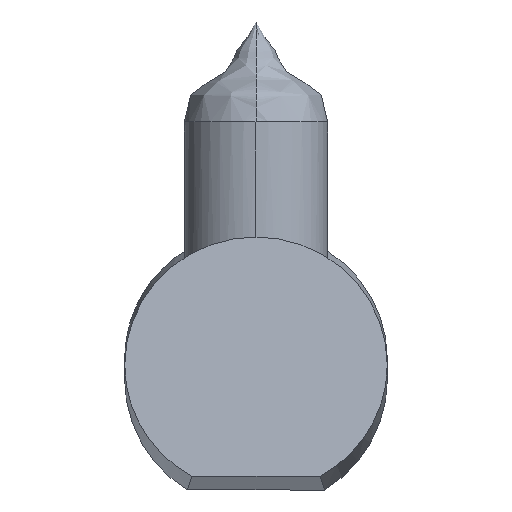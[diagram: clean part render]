
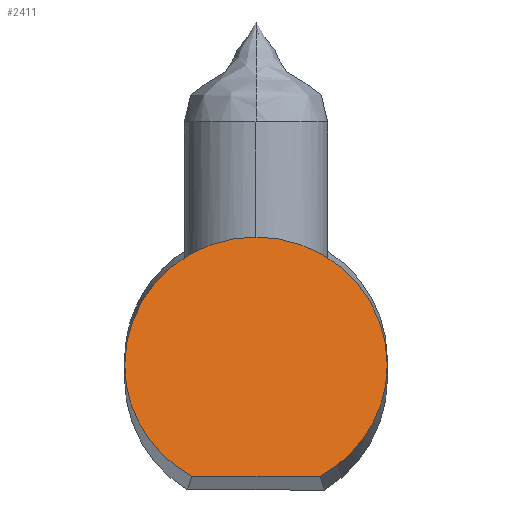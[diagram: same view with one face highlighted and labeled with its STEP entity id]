
A CAD part, top view. The second image highlights one B-rep face of the part: STEP entity #2411.
In plain terms, the highlighted planar face has unit normal (0, 0.225, 0.974).
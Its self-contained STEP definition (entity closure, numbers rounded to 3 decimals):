
#926 = CARTESIAN_POINT ( 'NONE',  ( 2.692, -4.673, 78.039 ) ) ;
#1540 = DIRECTION ( 'NONE',  ( 1., 0., 0. ) ) ;
#1541 = VECTOR ( 'NONE', #1540, 1000. ) ;
#1542 = CARTESIAN_POINT ( 'NONE',  ( 0., -4.673, 78.039 ) ) ;
#1543 = LINE ( 'NONE', #1542, #1541 ) ;
#1563 = CARTESIAN_POINT ( 'NONE',  ( -2.692, -4.673, 78.039 ) ) ;
#1611 = DIRECTION ( 'NONE',  ( -1., 0., 0. ) ) ;
#1612 = DIRECTION ( 'NONE',  ( 0., -0.225, -0.974 ) ) ;
#1613 = CARTESIAN_POINT ( 'NONE',  ( 0., 0., 76.96 ) ) ;
#1614 = AXIS2_PLACEMENT_3D ( 'NONE', #1613, #1612, #1611 ) ;
#1615 = CIRCLE ( 'NONE', #1614, 5.5 ) ;
#1617 = DIRECTION ( 'NONE',  ( -1., 0., 0. ) ) ;
#1618 = DIRECTION ( 'NONE',  ( 0., -0.225, -0.974 ) ) ;
#1619 = CARTESIAN_POINT ( 'NONE',  ( 0., 0., 76.96 ) ) ;
#1620 = AXIS2_PLACEMENT_3D ( 'NONE', #1619, #1618, #1617 ) ;
#1625 = CIRCLE ( 'NONE', #1620, 5.5 ) ;
#1628 = CARTESIAN_POINT ( 'NONE',  ( -5.5, 0., 76.96 ) ) ;
#1629 = CARTESIAN_POINT ( 'NONE',  ( 5.5, 0., 76.96 ) ) ;
#1663 = DIRECTION ( 'NONE',  ( -1., 0., 0. ) ) ;
#1664 = AXIS2_PLACEMENT_3D ( 'NONE', #1670, #1672, #1663 ) ;
#1665 = CIRCLE ( 'NONE', #1664, 5.5 ) ;
#1670 = CARTESIAN_POINT ( 'NONE',  ( 0., 0., 76.96 ) ) ;
#1671 = FACE_OUTER_BOUND ( 'NONE', #2412, .T. ) ;
#1672 = DIRECTION ( 'NONE',  ( 0., -0.225, -0.974 ) ) ;
#1693 = DIRECTION ( 'NONE',  ( -1., 0., 0. ) ) ;
#1694 = DIRECTION ( 'NONE',  ( 0., -0.225, -0.974 ) ) ;
#1695 = CARTESIAN_POINT ( 'NONE',  ( 0., 0., 76.96 ) ) ;
#1696 = AXIS2_PLACEMENT_3D ( 'NONE', #1695, #1694, #1693 ) ;
#1699 = PLANE ( 'NONE',  #1696 ) ;
#2237 = VERTEX_POINT ( 'NONE', #926 ) ;
#2359 = ORIENTED_EDGE ( 'NONE', *, *, #2360, .T. ) ;
#2360 = EDGE_CURVE ( 'NONE', #2400, #2237, #1543, .T. ) ;
#2361 = ORIENTED_EDGE ( 'NONE', *, *, #2385, .F. ) ;
#2385 = EDGE_CURVE ( 'NONE', #2406, #2237, #1625, .T. ) ;
#2388 = EDGE_CURVE ( 'NONE', #2407, #2406, #1615, .T. ) ;
#2390 = ORIENTED_EDGE ( 'NONE', *, *, #2388, .F. ) ;
#2400 = VERTEX_POINT ( 'NONE', #1563 ) ;
#2406 = VERTEX_POINT ( 'NONE', #1629 ) ;
#2407 = VERTEX_POINT ( 'NONE', #1628 ) ;
#2410 = EDGE_CURVE ( 'NONE', #2400, #2407, #1665, .T. ) ;
#2411 = ADVANCED_FACE ( 'NONE', ( #1671 ), #1699, .F. ) ;
#2412 = EDGE_LOOP ( 'NONE', ( #2413, #2359, #2361, #2390 ) ) ;
#2413 = ORIENTED_EDGE ( 'NONE', *, *, #2410, .F. ) ;
